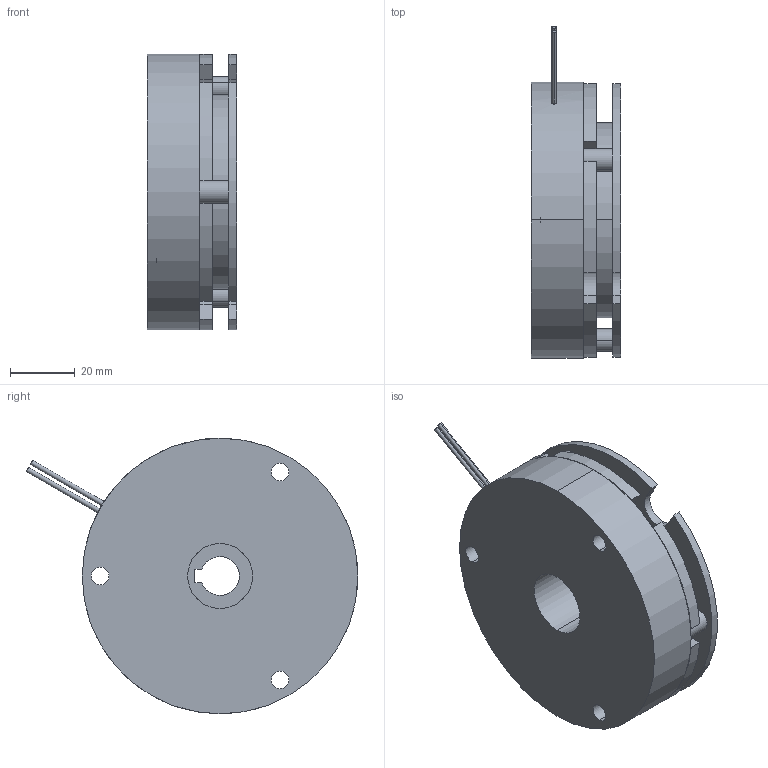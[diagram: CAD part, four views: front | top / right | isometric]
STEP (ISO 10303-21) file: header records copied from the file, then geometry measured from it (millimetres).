
FILE_DESCRIPTION (( 'STEP AP203' ), '1' );
FILE_NAME ('335_TSEB_WebAssy.STEP', '2024-01-24T14:55:13', ( '' ), ( '' ), 'SwSTEP 2.0', 'SolidWorks 2023', '' );
FILE_SCHEMA (( 'CONFIG_CONTROL_DESIGN' ));
Length unit declared in the file: inch
Products named in the file (1): 335_TSEB_WebAssy
Bounding box: 27.5 x 102.31 x 85 mm (x, y, z)
Volume: 126773.8 mm3; surface area: 47768.7 mm2
Topology: 10 solids, 10 shells, 734 faces, 1875 edges, 1162 vertices
Faces by surface type: cone 366, cylinder 254, plane 84, torus 30
Entity records: 22572 total; most frequent: DIRECTION 4433, CARTESIAN_POINT 3816, ORIENTED_EDGE 3726, EDGE_CURVE 1863, AXIS2_PLACEMENT_3D 1839, VERTEX_POINT 1162, CIRCLE 1104, EDGE_LOOP 773
